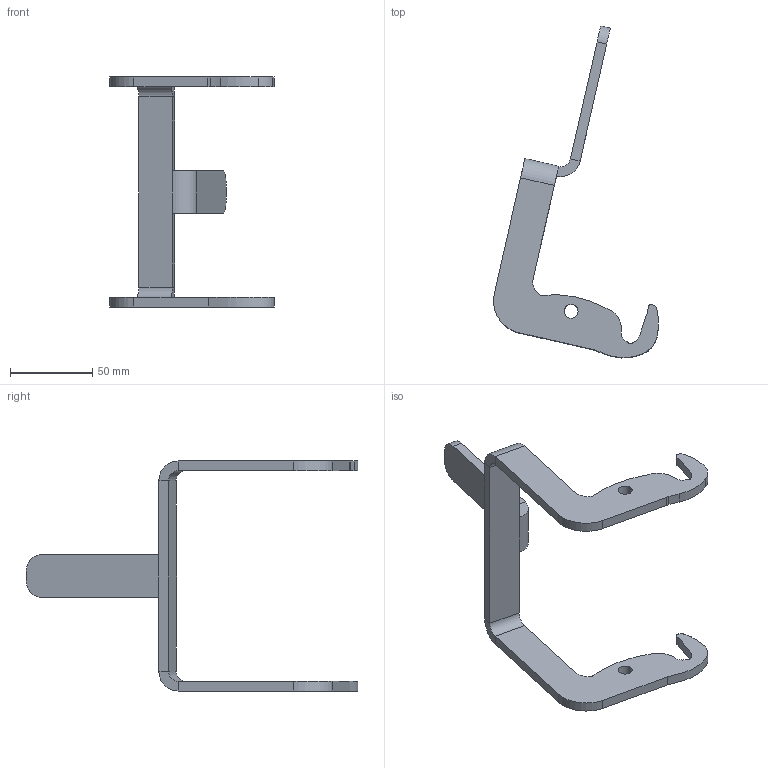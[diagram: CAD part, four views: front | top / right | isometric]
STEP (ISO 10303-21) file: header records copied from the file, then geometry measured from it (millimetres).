
FILE_DESCRIPTION (( 'STEP AP203' ), '1' );
FILE_NAME ('OTO-010-434-A.STEP', '2025-10-07T11:50:10', ( '' ), ( '' ), 'SwSTEP 2.0', 'SolidWorks 2020', '' );
FILE_SCHEMA (( 'CONFIG_CONTROL_DESIGN' ));
Length unit declared in the file: millimetre
Products named in the file (1): OTO-010-434-A
Bounding box: 100.36 x 201.92 x 140 mm (x, y, z)
Volume: 78429.6 mm3; surface area: 33956.8 mm2
Topology: 1 solids, 1 shells, 56 faces, 138 edges, 84 vertices
Faces by surface type: plane 27, cylinder 24, bspline 5
Full cylindrical faces by diameter (mm): 8.5 x2
Entity records: 2167 total; most frequent: CARTESIAN_POINT 766, DIRECTION 278, ORIENTED_EDGE 272, EDGE_CURVE 136, AXIS2_PLACEMENT_3D 100, VERTEX_POINT 84, LINE 78, VECTOR 78
